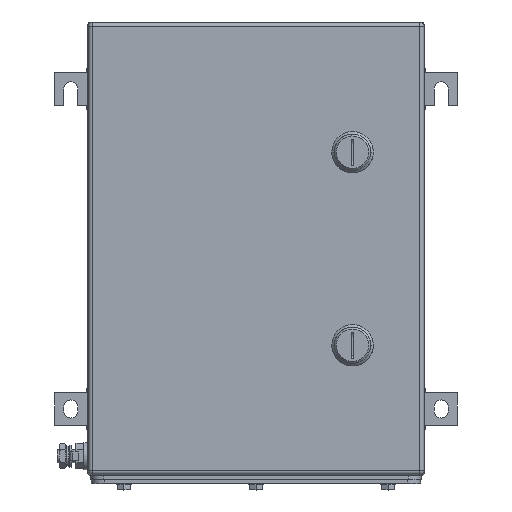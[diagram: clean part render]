
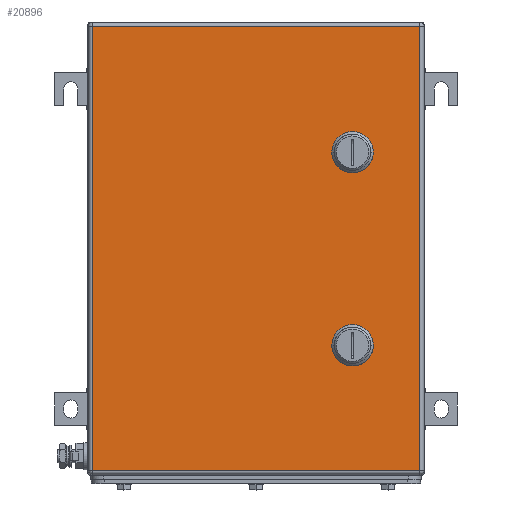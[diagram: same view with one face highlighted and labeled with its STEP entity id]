
A CAD part, top view. The second image highlights one B-rep face of the part: STEP entity #20896.
In plain terms, the highlighted planar face has unit normal (0, 0, 1).
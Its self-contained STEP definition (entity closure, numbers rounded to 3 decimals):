
#20710=AXIS2_PLACEMENT_3D('Circle Axis2P3D',#20708,#20709,$) ;
#20737=AXIS2_PLACEMENT_3D('Plane Axis2P3D',#20734,#20735,#20736) ;
#20782=AXIS2_PLACEMENT_3D('Circle Axis2P3D',#20780,#20781,$) ;
#20796=AXIS2_PLACEMENT_3D('Circle Axis2P3D',#20794,#20795,$) ;
#20810=AXIS2_PLACEMENT_3D('Circle Axis2P3D',#20808,#20809,$) ;
#20832=AXIS2_PLACEMENT_3D('Circle Axis2P3D',#20830,#20831,$) ;
#20848=AXIS2_PLACEMENT_3D('Circle Axis2P3D',#20846,#20847,$) ;
#20862=AXIS2_PLACEMENT_3D('Circle Axis2P3D',#20860,#20861,$) ;
#20876=AXIS2_PLACEMENT_3D('Circle Axis2P3D',#20874,#20875,$) ;
#20705=CARTESIAN_POINT('Vertex',(235.056,250.45,153.5)) ;
#20708=CARTESIAN_POINT('Axis2P3D Location',(230.,260.5,153.5)) ;
#20712=CARTESIAN_POINT('Vertex',(240.05,255.444,153.5)) ;
#20734=CARTESIAN_POINT('Axis2P3D Location',(155.5,186.,153.5)) ;
#20739=CARTESIAN_POINT('Line Origine',(155.5,357.5,153.5)) ;
#20743=CARTESIAN_POINT('Vertex',(282.,357.5,153.5)) ;
#20745=CARTESIAN_POINT('Vertex',(29.,357.5,153.5)) ;
#20748=CARTESIAN_POINT('Line Origine',(29.,186.,153.5)) ;
#20752=CARTESIAN_POINT('Vertex',(29.,14.5,153.5)) ;
#20755=CARTESIAN_POINT('Line Origine',(155.5,14.5,153.5)) ;
#20759=CARTESIAN_POINT('Vertex',(282.,14.5,153.5)) ;
#20762=CARTESIAN_POINT('Line Origine',(282.,186.,153.5)) ;
#20773=CARTESIAN_POINT('Line Origine',(230.,250.45,153.5)) ;
#20777=CARTESIAN_POINT('Vertex',(224.944,250.45,153.5)) ;
#20780=CARTESIAN_POINT('Axis2P3D Location',(230.,260.5,153.5)) ;
#20784=CARTESIAN_POINT('Vertex',(219.95,255.444,153.5)) ;
#20787=CARTESIAN_POINT('Line Origine',(219.95,260.5,153.5)) ;
#20791=CARTESIAN_POINT('Vertex',(219.95,265.556,153.5)) ;
#20794=CARTESIAN_POINT('Axis2P3D Location',(230.,260.5,153.5)) ;
#20798=CARTESIAN_POINT('Vertex',(224.944,270.55,153.5)) ;
#20801=CARTESIAN_POINT('Line Origine',(230.,270.55,153.5)) ;
#20805=CARTESIAN_POINT('Vertex',(235.056,270.55,153.5)) ;
#20808=CARTESIAN_POINT('Axis2P3D Location',(230.,260.5,153.5)) ;
#20812=CARTESIAN_POINT('Vertex',(240.05,265.556,153.5)) ;
#20815=CARTESIAN_POINT('Line Origine',(240.05,260.5,153.5)) ;
#20830=CARTESIAN_POINT('Axis2P3D Location',(230.,111.5,153.5)) ;
#20834=CARTESIAN_POINT('Vertex',(235.056,101.45,153.5)) ;
#20836=CARTESIAN_POINT('Vertex',(240.05,106.444,153.5)) ;
#20839=CARTESIAN_POINT('Line Origine',(230.,101.45,153.5)) ;
#20843=CARTESIAN_POINT('Vertex',(224.944,101.45,153.5)) ;
#20846=CARTESIAN_POINT('Axis2P3D Location',(230.,111.5,153.5)) ;
#20850=CARTESIAN_POINT('Vertex',(219.95,106.444,153.5)) ;
#20853=CARTESIAN_POINT('Line Origine',(219.95,111.5,153.5)) ;
#20857=CARTESIAN_POINT('Vertex',(219.95,116.556,153.5)) ;
#20860=CARTESIAN_POINT('Axis2P3D Location',(230.,111.5,153.5)) ;
#20864=CARTESIAN_POINT('Vertex',(224.944,121.55,153.5)) ;
#20867=CARTESIAN_POINT('Line Origine',(230.,121.55,153.5)) ;
#20871=CARTESIAN_POINT('Vertex',(235.056,121.55,153.5)) ;
#20874=CARTESIAN_POINT('Axis2P3D Location',(230.,111.5,153.5)) ;
#20878=CARTESIAN_POINT('Vertex',(240.05,116.556,153.5)) ;
#20881=CARTESIAN_POINT('Line Origine',(240.05,111.5,153.5)) ;
#20709=DIRECTION('Axis2P3D Direction',(0.,0.,1.)) ;
#20735=DIRECTION('Axis2P3D Direction',(0.,0.,1.)) ;
#20736=DIRECTION('Axis2P3D XDirection',(1.,0.,0.)) ;
#20740=DIRECTION('Vector Direction',(1.,0.,0.)) ;
#20749=DIRECTION('Vector Direction',(0.,-1.,0.)) ;
#20756=DIRECTION('Vector Direction',(1.,0.,0.)) ;
#20763=DIRECTION('Vector Direction',(0.,1.,0.)) ;
#20774=DIRECTION('Vector Direction',(1.,0.,0.)) ;
#20781=DIRECTION('Axis2P3D Direction',(0.,0.,1.)) ;
#20788=DIRECTION('Vector Direction',(0.,1.,0.)) ;
#20795=DIRECTION('Axis2P3D Direction',(0.,0.,1.)) ;
#20802=DIRECTION('Vector Direction',(1.,0.,0.)) ;
#20809=DIRECTION('Axis2P3D Direction',(0.,0.,1.)) ;
#20816=DIRECTION('Vector Direction',(0.,-1.,0.)) ;
#20831=DIRECTION('Axis2P3D Direction',(0.,0.,1.)) ;
#20840=DIRECTION('Vector Direction',(1.,0.,0.)) ;
#20847=DIRECTION('Axis2P3D Direction',(0.,0.,1.)) ;
#20854=DIRECTION('Vector Direction',(0.,1.,0.)) ;
#20861=DIRECTION('Axis2P3D Direction',(0.,0.,1.)) ;
#20868=DIRECTION('Vector Direction',(1.,0.,0.)) ;
#20875=DIRECTION('Axis2P3D Direction',(0.,0.,1.)) ;
#20882=DIRECTION('Vector Direction',(0.,-1.,0.)) ;
#20741=VECTOR('Line Direction',#20740,1.) ;
#20750=VECTOR('Line Direction',#20749,1.) ;
#20757=VECTOR('Line Direction',#20756,1.) ;
#20764=VECTOR('Line Direction',#20763,1.) ;
#20775=VECTOR('Line Direction',#20774,1.) ;
#20789=VECTOR('Line Direction',#20788,1.) ;
#20803=VECTOR('Line Direction',#20802,1.) ;
#20817=VECTOR('Line Direction',#20816,1.) ;
#20841=VECTOR('Line Direction',#20840,1.) ;
#20855=VECTOR('Line Direction',#20854,1.) ;
#20869=VECTOR('Line Direction',#20868,1.) ;
#20883=VECTOR('Line Direction',#20882,1.) ;
#20768=ORIENTED_EDGE('',*,*,#20747,.T.) ;
#20769=ORIENTED_EDGE('',*,*,#20754,.T.) ;
#20770=ORIENTED_EDGE('',*,*,#20761,.T.) ;
#20771=ORIENTED_EDGE('',*,*,#20766,.T.) ;
#20821=ORIENTED_EDGE('',*,*,#20779,.F.) ;
#20822=ORIENTED_EDGE('',*,*,#20786,.F.) ;
#20823=ORIENTED_EDGE('',*,*,#20793,.T.) ;
#20824=ORIENTED_EDGE('',*,*,#20800,.F.) ;
#20825=ORIENTED_EDGE('',*,*,#20807,.T.) ;
#20826=ORIENTED_EDGE('',*,*,#20814,.F.) ;
#20827=ORIENTED_EDGE('',*,*,#20819,.T.) ;
#20828=ORIENTED_EDGE('',*,*,#20714,.F.) ;
#20887=ORIENTED_EDGE('',*,*,#20838,.F.) ;
#20888=ORIENTED_EDGE('',*,*,#20845,.F.) ;
#20889=ORIENTED_EDGE('',*,*,#20852,.F.) ;
#20890=ORIENTED_EDGE('',*,*,#20859,.T.) ;
#20891=ORIENTED_EDGE('',*,*,#20866,.F.) ;
#20892=ORIENTED_EDGE('',*,*,#20873,.T.) ;
#20893=ORIENTED_EDGE('',*,*,#20880,.F.) ;
#20894=ORIENTED_EDGE('',*,*,#20885,.T.) ;
#20829=FACE_BOUND('',#20820,.T.) ;
#20895=FACE_BOUND('',#20886,.T.) ;
#20896=ADVANCED_FACE('ZUB_KTB_QL_352615_1GP_AllCATPart.1\\ZUB_DE_KTB_QL.1\\DE_KTB_MH_PART_MASTER.1\\Koerper.2',(#20772,#20829,#20895),#20738,.T.) ;
#20711=CIRCLE('generated circle',#20710,11.25) ;
#20783=CIRCLE('generated circle',#20782,11.25) ;
#20797=CIRCLE('generated circle',#20796,11.25) ;
#20811=CIRCLE('generated circle',#20810,11.25) ;
#20833=CIRCLE('generated circle',#20832,11.25) ;
#20849=CIRCLE('generated circle',#20848,11.25) ;
#20863=CIRCLE('generated circle',#20862,11.25) ;
#20877=CIRCLE('generated circle',#20876,11.25) ;
#20714=EDGE_CURVE('',#20706,#20713,#20711,.T.) ;
#20747=EDGE_CURVE('',#20744,#20746,#20742,.F.) ;
#20754=EDGE_CURVE('',#20746,#20753,#20751,.T.) ;
#20761=EDGE_CURVE('',#20753,#20760,#20758,.T.) ;
#20766=EDGE_CURVE('',#20760,#20744,#20765,.T.) ;
#20779=EDGE_CURVE('',#20778,#20706,#20776,.T.) ;
#20786=EDGE_CURVE('',#20785,#20778,#20783,.T.) ;
#20793=EDGE_CURVE('',#20785,#20792,#20790,.T.) ;
#20800=EDGE_CURVE('',#20799,#20792,#20797,.T.) ;
#20807=EDGE_CURVE('',#20799,#20806,#20804,.T.) ;
#20814=EDGE_CURVE('',#20813,#20806,#20811,.T.) ;
#20819=EDGE_CURVE('',#20813,#20713,#20818,.T.) ;
#20838=EDGE_CURVE('',#20835,#20837,#20833,.T.) ;
#20845=EDGE_CURVE('',#20844,#20835,#20842,.T.) ;
#20852=EDGE_CURVE('',#20851,#20844,#20849,.T.) ;
#20859=EDGE_CURVE('',#20851,#20858,#20856,.T.) ;
#20866=EDGE_CURVE('',#20865,#20858,#20863,.T.) ;
#20873=EDGE_CURVE('',#20865,#20872,#20870,.T.) ;
#20880=EDGE_CURVE('',#20879,#20872,#20877,.T.) ;
#20885=EDGE_CURVE('',#20879,#20837,#20884,.T.) ;
#20767=EDGE_LOOP('',(#20768,#20769,#20770,#20771)) ;
#20820=EDGE_LOOP('',(#20821,#20822,#20823,#20824,#20825,#20826,#20827,#20828)) ;
#20886=EDGE_LOOP('',(#20887,#20888,#20889,#20890,#20891,#20892,#20893,#20894)) ;
#20772=FACE_OUTER_BOUND('',#20767,.T.) ;
#20742=LINE('Line',#20739,#20741) ;
#20751=LINE('Line',#20748,#20750) ;
#20758=LINE('Line',#20755,#20757) ;
#20765=LINE('Line',#20762,#20764) ;
#20776=LINE('Line',#20773,#20775) ;
#20790=LINE('Line',#20787,#20789) ;
#20804=LINE('Line',#20801,#20803) ;
#20818=LINE('Line',#20815,#20817) ;
#20842=LINE('Line',#20839,#20841) ;
#20856=LINE('Line',#20853,#20855) ;
#20870=LINE('Line',#20867,#20869) ;
#20884=LINE('Line',#20881,#20883) ;
#20738=PLANE('',#20737) ;
#20706=VERTEX_POINT('',#20705) ;
#20713=VERTEX_POINT('',#20712) ;
#20744=VERTEX_POINT('',#20743) ;
#20746=VERTEX_POINT('',#20745) ;
#20753=VERTEX_POINT('',#20752) ;
#20760=VERTEX_POINT('',#20759) ;
#20778=VERTEX_POINT('',#20777) ;
#20785=VERTEX_POINT('',#20784) ;
#20792=VERTEX_POINT('',#20791) ;
#20799=VERTEX_POINT('',#20798) ;
#20806=VERTEX_POINT('',#20805) ;
#20813=VERTEX_POINT('',#20812) ;
#20835=VERTEX_POINT('',#20834) ;
#20837=VERTEX_POINT('',#20836) ;
#20844=VERTEX_POINT('',#20843) ;
#20851=VERTEX_POINT('',#20850) ;
#20858=VERTEX_POINT('',#20857) ;
#20865=VERTEX_POINT('',#20864) ;
#20872=VERTEX_POINT('',#20871) ;
#20879=VERTEX_POINT('',#20878) ;
